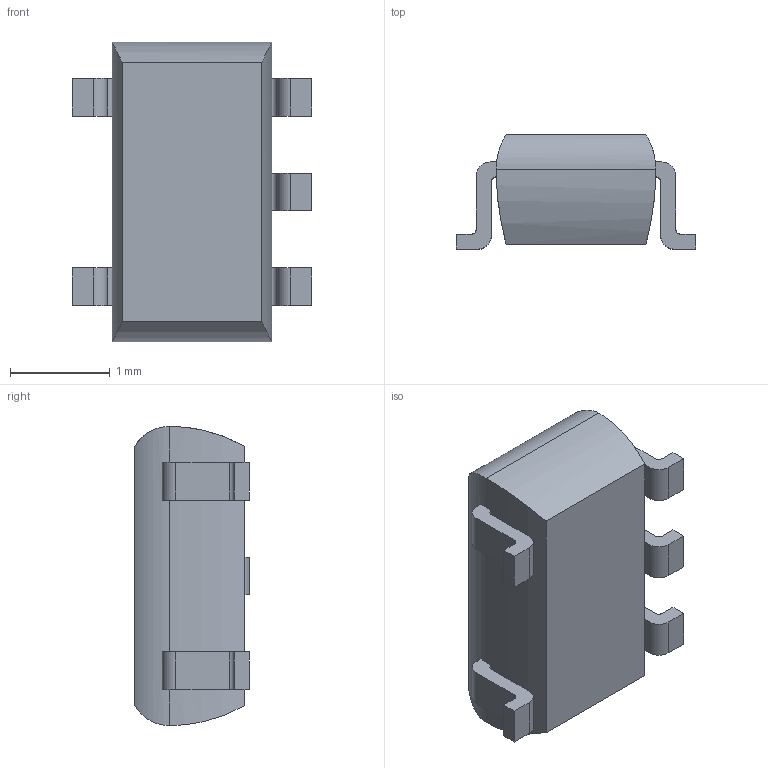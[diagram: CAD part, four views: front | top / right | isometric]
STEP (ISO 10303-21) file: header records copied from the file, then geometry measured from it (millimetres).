
FILE_DESCRIPTION (( 'STEP AP214' ), '1' );
FILE_NAME ('7E80FB2F-5D0F-4BD5-83EF-0E207F6D355E.STEP', '2023-08-17T10:33:10', ( '' ), ( '' ), 'SwSTEP 2.0', 'SolidWorks 2022', '' );
FILE_SCHEMA (( 'AUTOMOTIVE_DESIGN' ));
Length unit declared in the file: millimetre
Products named in the file (1): 7E80FB2F-5D0F-4BD5-83EF-0E207F6D355E
Bounding box: 2.4 x 1.15 x 3 mm (x, y, z)
Volume: 5.2 mm3; surface area: 23 mm2
Topology: 1 solids, 1 shells, 75 faces, 215 edges, 142 vertices
Faces by surface type: plane 47, cylinder 28
Entity records: 2625 total; most frequent: CARTESIAN_POINT 473, ORIENTED_EDGE 430, DIRECTION 419, EDGE_CURVE 215, LINE 147, VECTOR 147, VERTEX_POINT 142, AXIS2_PLACEMENT_3D 136
